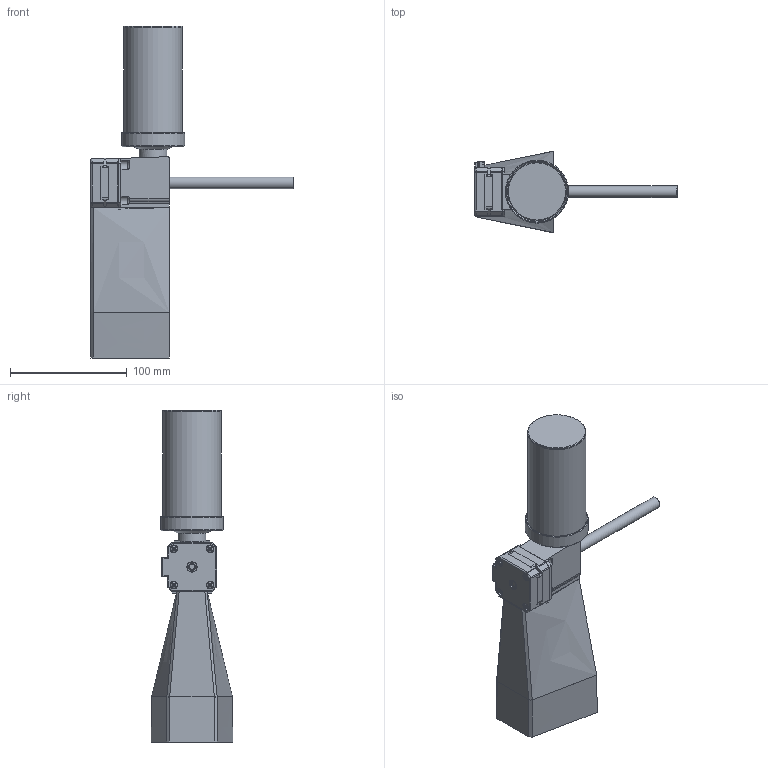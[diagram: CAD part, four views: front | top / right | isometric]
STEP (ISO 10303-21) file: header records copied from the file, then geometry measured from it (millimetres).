
FILE_DESCRIPTION(/* description */ ('','CAx-IF Rec.Pracs.---Representation and Presentation of Product Manufacturing Information (PMI)---4.0---2014-10-13'),/* implementation_level */ '2;1');
FILE_NAME(/* name */ 'Trickler_10mm v174.step',/* time_stamp */ '2025-03-03T14:39:07+01:00',/* author */ (''),/* organization */ (''),/* preprocessor_version */ 'ST-DEVELOPER v20',/* originating_system */ 'Autodesk Translation Framework v13.20.0.188',/* authorisation */ '');
FILE_SCHEMA (('AP242_MANAGED_MODEL_BASED_3D_ENGINEERING_MIM_LF { 1 0 10303 442 1 1 4 }'));
Length unit declared in the file: millimetre
Products named in the file (18): Trickler_10mm; NEMA 17; Body; Body001; Body002; Body003; M3x12-Screw; M3x12-Screw004; M3x12-Screw005; M3x12-Screw006; Body004; Body005; Body006; Array; Body007; Body008; 61900-2rs1; BodyTilt2Deg
Assembly tree (23 placements, depth 4):
  Trickler_10mm
    NEMA 17
      Body
      Body001
      Body002
      Body003
      M3x12-Screw
      M3x12-Screw004
      M3x12-Screw005
      M3x12-Screw006
      Body004
      Body005
      Body006
      Array
        Body007  x6
      Body008
    61900-2rs1  x2
    BodyTilt2Deg
Bounding box: 173.2 x 70 x 284.5 mm (x, y, z)
Volume: 200722.1 mm3; surface area: 173017.4 mm2
Topology: 49 solids, 49 shells, 811 faces, 1946 edges, 1231 vertices
Faces by surface type: plane 419, cylinder 171, cone 84, bspline 70, torus 35, sphere 32
Full cylindrical faces by diameter (mm): 3 x20, 3.5 x4, 4 x1, 5 x2, 5.6 x4, 6.2 x4, 6.4 x2, 7 x1, 7.1 x1, 8 x1, 8.45 x2, 10 x4, 10.2 x1, 12.118 x1, 13.2 x4, 13.9 x4, 14 x1, 15 x3, 18.2 x4, 19.4 x8, 19.5 x2, 20 x1, 20.1 x1, 21 x2, 22 x3, 22.2 x2, 25.6 x1, 26 x1, 27.872 x1, 30 x1
Entity records: 25854 total; most frequent: CARTESIAN_POINT 8835, ORIENTED_EDGE 3412, DIRECTION 3347, EDGE_CURVE 1706, AXIS2_PLACEMENT_3D 1258, VERTEX_POINT 1104, LINE 831, VECTOR 831
